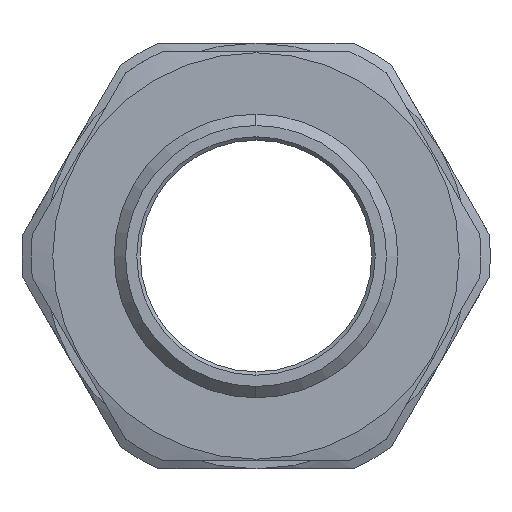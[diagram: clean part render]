
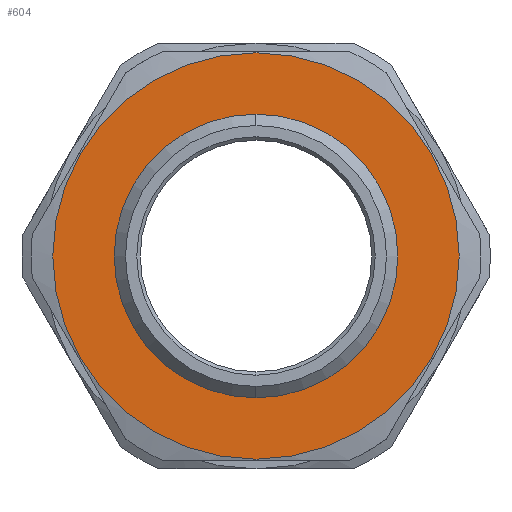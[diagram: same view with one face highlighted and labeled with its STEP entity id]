
A CAD part, left-side view. The second image highlights one B-rep face of the part: STEP entity #604.
In plain terms, the highlighted planar face has unit normal (-1, 0, 0).
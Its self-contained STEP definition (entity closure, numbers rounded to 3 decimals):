
#57 = DIRECTION ( 'NONE',  ( 1., 0., 0. ) ) ;
#129 = CARTESIAN_POINT ( 'NONE',  ( 10.3, 0., 17.9 ) ) ;
#141 = FACE_OUTER_BOUND ( 'NONE', #489, .T. ) ;
#183 = CIRCLE ( 'NONE', #2701, 17.9 ) ;
#418 = PLANE ( 'NONE',  #484 ) ;
#427 = DIRECTION ( 'NONE',  ( 1., 0., 0. ) ) ;
#484 = AXIS2_PLACEMENT_3D ( 'NONE', #2082, #982, #2933 ) ;
#489 = EDGE_LOOP ( 'NONE', ( #1032, #523 ) ) ;
#523 = ORIENTED_EDGE ( 'NONE', *, *, #846, .F. ) ;
#604 = ADVANCED_FACE ( 'NONE', ( #141, #3024 ), #418, .F. ) ;
#846 = EDGE_CURVE ( 'NONE', #1342, #2543, #1019, .T. ) ;
#982 = DIRECTION ( 'NONE',  ( 1., 0., 0. ) ) ;
#1014 = DIRECTION ( 'NONE',  ( -1., 0., 0. ) ) ;
#1019 = CIRCLE ( 'NONE', #2423, 17.9 ) ;
#1032 = ORIENTED_EDGE ( 'NONE', *, *, #1985, .F. ) ;
#1041 = CARTESIAN_POINT ( 'NONE',  ( 10.3, 0., 0. ) ) ;
#1147 = CARTESIAN_POINT ( 'NONE',  ( 10.3, 0., -17.9 ) ) ;
#1317 = DIRECTION ( 'NONE',  ( 0., 0., 1. ) ) ;
#1341 = EDGE_LOOP ( 'NONE', ( #1999, #2072 ) ) ;
#1342 = VERTEX_POINT ( 'NONE', #129 ) ;
#1380 = AXIS2_PLACEMENT_3D ( 'NONE', #2681, #1014, #2959 ) ;
#1461 = CARTESIAN_POINT ( 'NONE',  ( 10.3, 0., -12.5 ) ) ;
#1725 = CARTESIAN_POINT ( 'NONE',  ( 10.3, 0., 0. ) ) ;
#1956 = CIRCLE ( 'NONE', #2680, 12.5 ) ;
#1985 = EDGE_CURVE ( 'NONE', #2543, #1342, #183, .T. ) ;
#1990 = VERTEX_POINT ( 'NONE', #1461 ) ;
#1999 = ORIENTED_EDGE ( 'NONE', *, *, #2716, .F. ) ;
#2002 = DIRECTION ( 'NONE',  ( 0., 0., -1. ) ) ;
#2052 = CIRCLE ( 'NONE', #1380, 12.5 ) ;
#2072 = ORIENTED_EDGE ( 'NONE', *, *, #2647, .F. ) ;
#2082 = CARTESIAN_POINT ( 'NONE',  ( 10.3, 0., -20.3 ) ) ;
#2098 = CARTESIAN_POINT ( 'NONE',  ( 10.3, 0., 0. ) ) ;
#2377 = DIRECTION ( 'NONE',  ( 0., 0., -1. ) ) ;
#2423 = AXIS2_PLACEMENT_3D ( 'NONE', #2098, #427, #2377 ) ;
#2457 = VERTEX_POINT ( 'NONE', #3286 ) ;
#2543 = VERTEX_POINT ( 'NONE', #1147 ) ;
#2647 = EDGE_CURVE ( 'NONE', #2457, #1990, #2052, .T. ) ;
#2680 = AXIS2_PLACEMENT_3D ( 'NONE', #1041, #2983, #1317 ) ;
#2681 = CARTESIAN_POINT ( 'NONE',  ( 10.3, 0., 0. ) ) ;
#2701 = AXIS2_PLACEMENT_3D ( 'NONE', #1725, #57, #2002 ) ;
#2716 = EDGE_CURVE ( 'NONE', #1990, #2457, #1956, .T. ) ;
#2933 = DIRECTION ( 'NONE',  ( 0., 0., -1. ) ) ;
#2959 = DIRECTION ( 'NONE',  ( 0., 0., 1. ) ) ;
#2983 = DIRECTION ( 'NONE',  ( -1., 0., 0. ) ) ;
#3024 = FACE_BOUND ( 'NONE', #1341, .T. ) ;
#3286 = CARTESIAN_POINT ( 'NONE',  ( 10.3, 0., 12.5 ) ) ;
